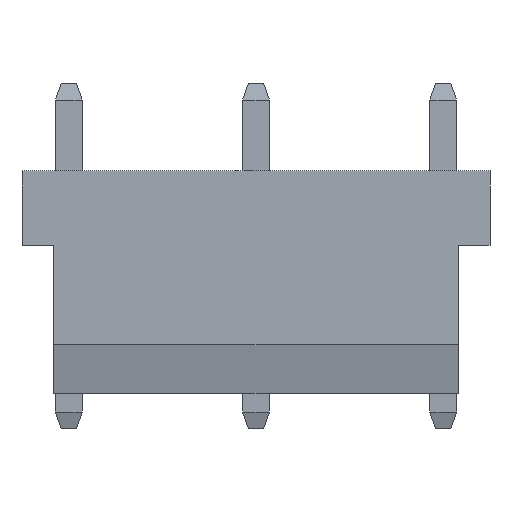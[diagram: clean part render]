
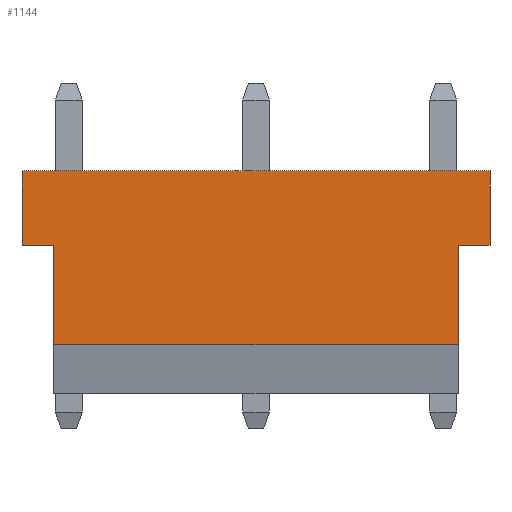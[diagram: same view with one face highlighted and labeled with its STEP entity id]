
A CAD part, front view. The second image highlights one B-rep face of the part: STEP entity #1144.
In plain terms, the highlighted planar face has unit normal (0, -1, 0).
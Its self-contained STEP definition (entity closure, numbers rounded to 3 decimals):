
#25=DIRECTION('',(0.,0.,-1.));
#26=VECTOR('',#25,3.15);
#27=CARTESIAN_POINT('',(-9.9,-4.,0.));
#28=LINE('',#27,#26);
#141=DIRECTION('',(0.,0.,-1.));
#142=VECTOR('',#141,4.2);
#143=CARTESIAN_POINT('',(-8.55,-4.,-3.15));
#144=LINE('',#143,#142);
#145=DIRECTION('',(1.,0.,0.));
#146=VECTOR('',#145,1.35);
#147=CARTESIAN_POINT('',(-9.9,-4.,-3.15));
#148=LINE('',#147,#146);
#149=DIRECTION('',(1.,0.,0.));
#150=VECTOR('',#149,19.8);
#151=CARTESIAN_POINT('',(-9.9,-4.,0.));
#152=LINE('',#151,#150);
#153=DIRECTION('',(1.,0.,0.));
#154=VECTOR('',#153,1.35);
#155=CARTESIAN_POINT('',(8.55,-4.,-3.15));
#156=LINE('',#155,#154);
#157=DIRECTION('',(0.,0.,-1.));
#158=VECTOR('',#157,4.2);
#159=CARTESIAN_POINT('',(8.55,-4.,-3.15));
#160=LINE('',#159,#158);
#265=DIRECTION('',(0.,0.,-1.));
#266=VECTOR('',#265,3.15);
#267=CARTESIAN_POINT('',(9.9,-4.,0.));
#268=LINE('',#267,#266);
#749=DIRECTION('',(1.,0.,0.));
#750=VECTOR('',#749,17.1);
#751=CARTESIAN_POINT('',(-8.55,-4.,-7.35));
#752=LINE('',#751,#750);
#769=CARTESIAN_POINT('',(-8.55,-4.,-3.15));
#770=CARTESIAN_POINT('',(-8.55,-4.,-7.35));
#771=VERTEX_POINT('',#769);
#772=VERTEX_POINT('',#770);
#773=CARTESIAN_POINT('',(8.55,-4.,-3.15));
#774=CARTESIAN_POINT('',(8.55,-4.,-7.35));
#775=VERTEX_POINT('',#773);
#776=VERTEX_POINT('',#774);
#803=CARTESIAN_POINT('',(-9.9,-4.,0.));
#804=VERTEX_POINT('',#803);
#811=CARTESIAN_POINT('',(9.9,-4.,0.));
#812=VERTEX_POINT('',#811);
#813=CARTESIAN_POINT('',(-9.9,-4.,-3.15));
#814=VERTEX_POINT('',#813);
#815=CARTESIAN_POINT('',(9.9,-4.,-3.15));
#816=VERTEX_POINT('',#815);
#1125=CARTESIAN_POINT('',(-9.9,-4.,0.));
#1126=DIRECTION('',(0.,-1.,0.));
#1127=DIRECTION('',(0.,0.,-1.));
#1128=AXIS2_PLACEMENT_3D('',#1125,#1126,#1127);
#1129=PLANE('',#1128);
#1130=ORIENTED_EDGE('',*,*,#1110,.F.);
#1131=ORIENTED_EDGE('',*,*,#1033,.F.);
#1132=ORIENTED_EDGE('',*,*,#1012,.F.);
#1134=ORIENTED_EDGE('',*,*,#1133,.T.);
#1136=ORIENTED_EDGE('',*,*,#1135,.T.);
#1137=ORIENTED_EDGE('',*,*,#1026,.F.);
#1139=ORIENTED_EDGE('',*,*,#1138,.T.);
#1141=ORIENTED_EDGE('',*,*,#1140,.F.);
#1142=EDGE_LOOP('',(#1130,#1131,#1132,#1134,#1136,#1137,#1139,#1141));
#1143=FACE_OUTER_BOUND('',#1142,.F.);
#1012=EDGE_CURVE('',#804,#814,#28,.T.);
#1026=EDGE_CURVE('',#775,#816,#156,.T.);
#1033=EDGE_CURVE('',#814,#771,#148,.T.);
#1110=EDGE_CURVE('',#771,#772,#144,.T.);
#1133=EDGE_CURVE('',#804,#812,#152,.T.);
#1135=EDGE_CURVE('',#812,#816,#268,.T.);
#1138=EDGE_CURVE('',#775,#776,#160,.T.);
#1140=EDGE_CURVE('',#772,#776,#752,.T.);
#1144=ADVANCED_FACE('',(#1143),#1129,.T.);
